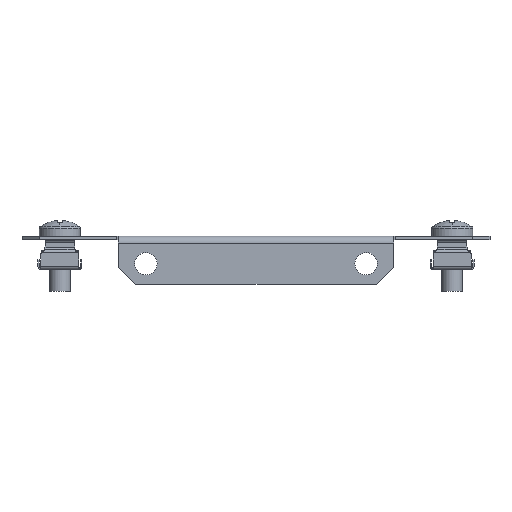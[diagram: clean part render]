
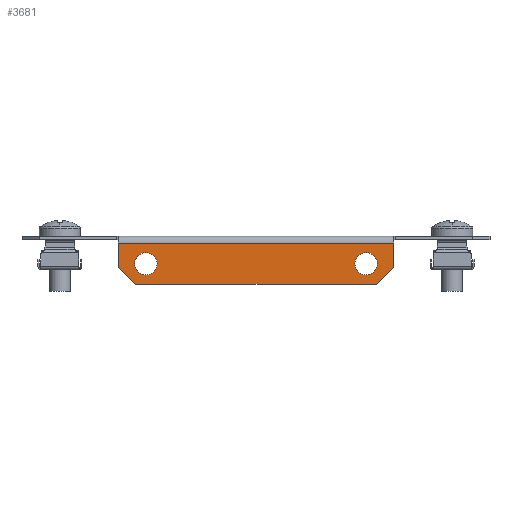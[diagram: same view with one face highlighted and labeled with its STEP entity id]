
A CAD part, front view. The second image highlights one B-rep face of the part: STEP entity #3681.
In plain terms, the highlighted planar face has unit normal (0, -1, 0).
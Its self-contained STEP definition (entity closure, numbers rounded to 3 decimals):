
#115 = ORIENTED_EDGE ( 'NONE', *, *, #2893, .F. ) ;
#341 = EDGE_CURVE ( 'NONE', #7151, #759, #1050, .T. ) ;
#463 = DIRECTION ( 'NONE',  ( 0., -1., 0. ) ) ;
#485 = ORIENTED_EDGE ( 'NONE', *, *, #1429, .T. ) ;
#540 = AXIS2_PLACEMENT_3D ( 'NONE', #2235, #5405, #2822 ) ;
#573 = AXIS2_PLACEMENT_3D ( 'NONE', #3586, #463, #3007 ) ;
#666 = VERTEX_POINT ( 'NONE', #7939 ) ;
#671 = DIRECTION ( 'NONE',  ( 0., 0., -1. ) ) ;
#687 = EDGE_CURVE ( 'NONE', #7168, #7151, #2232, .T. ) ;
#694 = EDGE_LOOP ( 'NONE', ( #4504, #4081, #485, #6329, #2124, #5779 ) ) ;
#759 = VERTEX_POINT ( 'NONE', #1083 ) ;
#761 = EDGE_LOOP ( 'NONE', ( #5580, #2001 ) ) ;
#888 = DIRECTION ( 'NONE',  ( 0.707, 0., -0.707 ) ) ;
#1006 = FACE_OUTER_BOUND ( 'NONE', #694, .T. ) ;
#1050 = LINE ( 'NONE', #5957, #7781 ) ;
#1083 = CARTESIAN_POINT ( 'NONE',  ( 35., -49.5, -14. ) ) ;
#1154 = CARTESIAN_POINT ( 'NONE',  ( -32., -49.5, -4.75 ) ) ;
#1322 = CIRCLE ( 'NONE', #8002, 3.25 ) ;
#1429 = EDGE_CURVE ( 'NONE', #3515, #6558, #4306, .T. ) ;
#1462 = AXIS2_PLACEMENT_3D ( 'NONE', #1586, #2863, #7255 ) ;
#1586 = CARTESIAN_POINT ( 'NONE',  ( -32., -49.5, -8. ) ) ;
#1636 = DIRECTION ( 'NONE',  ( 0., 1., 0. ) ) ;
#1704 = CARTESIAN_POINT ( 'NONE',  ( 40., -49.5, -2. ) ) ;
#1774 = LINE ( 'NONE', #4414, #5033 ) ;
#2001 = ORIENTED_EDGE ( 'NONE', *, *, #3141, .T. ) ;
#2124 = ORIENTED_EDGE ( 'NONE', *, *, #6266, .T. ) ;
#2232 = LINE ( 'NONE', #7825, #2808 ) ;
#2235 = CARTESIAN_POINT ( 'NONE',  ( 0., -49.5, 0. ) ) ;
#2241 = CARTESIAN_POINT ( 'NONE',  ( -32., -49.5, -8. ) ) ;
#2445 = CARTESIAN_POINT ( 'NONE',  ( 40., -49.5, 0. ) ) ;
#2471 = CARTESIAN_POINT ( 'NONE',  ( -32., -49.5, -11.25 ) ) ;
#2515 = CARTESIAN_POINT ( 'NONE',  ( 0., -49.5, -2. ) ) ;
#2573 = DIRECTION ( 'NONE',  ( 0., 0., 1. ) ) ;
#2745 = CARTESIAN_POINT ( 'NONE',  ( 40., -49.5, -9. ) ) ;
#2808 = VECTOR ( 'NONE', #888, 1000. ) ;
#2822 = DIRECTION ( 'NONE',  ( 0., 0., 1. ) ) ;
#2828 = DIRECTION ( 'NONE',  ( 1., 0., 0. ) ) ;
#2863 = DIRECTION ( 'NONE',  ( 0., 1., 0. ) ) ;
#2893 = EDGE_CURVE ( 'NONE', #3399, #7992, #1322, .T. ) ;
#3007 = DIRECTION ( 'NONE',  ( 0., 0., 1. ) ) ;
#3131 = LINE ( 'NONE', #2515, #6725 ) ;
#3141 = EDGE_CURVE ( 'NONE', #5030, #4361, #7106, .T. ) ;
#3399 = VERTEX_POINT ( 'NONE', #6234 ) ;
#3515 = VERTEX_POINT ( 'NONE', #2745 ) ;
#3586 = CARTESIAN_POINT ( 'NONE',  ( 32., -49.5, -8. ) ) ;
#3665 = EDGE_CURVE ( 'NONE', #4361, #5030, #7627, .T. ) ;
#3681 = ADVANCED_FACE ( 'NONE', ( #6062, #5365, #1006 ), #6678, .T. ) ;
#3949 = DIRECTION ( 'NONE',  ( -1., 0., 0. ) ) ;
#4024 = VECTOR ( 'NONE', #4722, 1000. ) ;
#4081 = ORIENTED_EDGE ( 'NONE', *, *, #7510, .T. ) ;
#4250 = CIRCLE ( 'NONE', #573, 3.25 ) ;
#4306 = LINE ( 'NONE', #2445, #6225 ) ;
#4361 = VERTEX_POINT ( 'NONE', #1154 ) ;
#4414 = CARTESIAN_POINT ( 'NONE',  ( -40., -49.5, 0. ) ) ;
#4504 = ORIENTED_EDGE ( 'NONE', *, *, #341, .T. ) ;
#4722 = DIRECTION ( 'NONE',  ( 0.707, 0., 0.707 ) ) ;
#4791 = DIRECTION ( 'NONE',  ( 0., 0., 1. ) ) ;
#4825 = CARTESIAN_POINT ( 'NONE',  ( 32., -49.5, -11.25 ) ) ;
#5030 = VERTEX_POINT ( 'NONE', #2471 ) ;
#5033 = VECTOR ( 'NONE', #671, 1000. ) ;
#5048 = DIRECTION ( 'NONE',  ( 0., -1., 0. ) ) ;
#5088 = ORIENTED_EDGE ( 'NONE', *, *, #6206, .F. ) ;
#5158 = EDGE_CURVE ( 'NONE', #6558, #666, #3131, .T. ) ;
#5365 = FACE_BOUND ( 'NONE', #761, .T. ) ;
#5405 = DIRECTION ( 'NONE',  ( 0., -1., 0. ) ) ;
#5438 = EDGE_LOOP ( 'NONE', ( #115, #5088 ) ) ;
#5580 = ORIENTED_EDGE ( 'NONE', *, *, #3665, .T. ) ;
#5779 = ORIENTED_EDGE ( 'NONE', *, *, #687, .T. ) ;
#5957 = CARTESIAN_POINT ( 'NONE',  ( 0., -49.5, -14. ) ) ;
#6012 = CARTESIAN_POINT ( 'NONE',  ( -40., -49.5, -9. ) ) ;
#6046 = CARTESIAN_POINT ( 'NONE',  ( -35., -49.5, -14. ) ) ;
#6062 = FACE_BOUND ( 'NONE', #5438, .T. ) ;
#6206 = EDGE_CURVE ( 'NONE', #7992, #3399, #4250, .T. ) ;
#6225 = VECTOR ( 'NONE', #2573, 1000. ) ;
#6234 = CARTESIAN_POINT ( 'NONE',  ( 32., -49.5, -4.75 ) ) ;
#6240 = CARTESIAN_POINT ( 'NONE',  ( 32., -49.5, -8. ) ) ;
#6266 = EDGE_CURVE ( 'NONE', #666, #7168, #1774, .T. ) ;
#6329 = ORIENTED_EDGE ( 'NONE', *, *, #5158, .T. ) ;
#6541 = CARTESIAN_POINT ( 'NONE',  ( 24.5, -49.5, -24.5 ) ) ;
#6558 = VERTEX_POINT ( 'NONE', #1704 ) ;
#6678 = PLANE ( 'NONE',  #540 ) ;
#6725 = VECTOR ( 'NONE', #3949, 1000. ) ;
#6859 = DIRECTION ( 'NONE',  ( 0., 0., 1. ) ) ;
#7106 = CIRCLE ( 'NONE', #7876, 3.25 ) ;
#7151 = VERTEX_POINT ( 'NONE', #6046 ) ;
#7168 = VERTEX_POINT ( 'NONE', #6012 ) ;
#7190 = LINE ( 'NONE', #6541, #4024 ) ;
#7255 = DIRECTION ( 'NONE',  ( 0., 0., 1. ) ) ;
#7510 = EDGE_CURVE ( 'NONE', #759, #3515, #7190, .T. ) ;
#7627 = CIRCLE ( 'NONE', #1462, 3.25 ) ;
#7781 = VECTOR ( 'NONE', #2828, 1000. ) ;
#7825 = CARTESIAN_POINT ( 'NONE',  ( -24.5, -49.5, -24.5 ) ) ;
#7876 = AXIS2_PLACEMENT_3D ( 'NONE', #2241, #1636, #4791 ) ;
#7939 = CARTESIAN_POINT ( 'NONE',  ( -40., -49.5, -2. ) ) ;
#7992 = VERTEX_POINT ( 'NONE', #4825 ) ;
#8002 = AXIS2_PLACEMENT_3D ( 'NONE', #6240, #5048, #6859 ) ;
